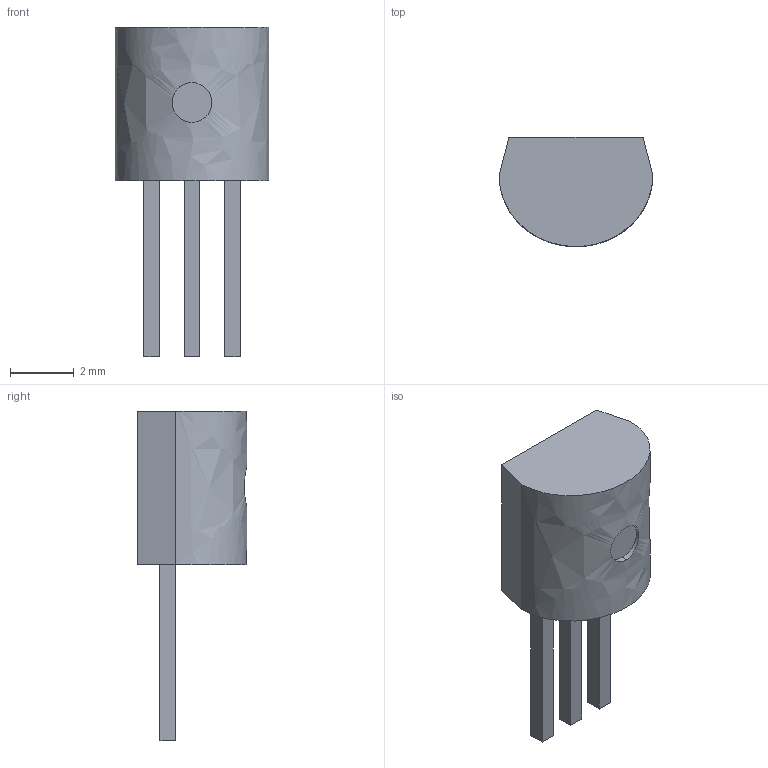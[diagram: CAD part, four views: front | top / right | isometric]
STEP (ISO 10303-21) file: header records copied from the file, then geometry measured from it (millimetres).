
FILE_DESCRIPTION (( 'STEP AP214' ), '1' );
FILE_NAME ('TO-92(ïðÿìûå âûâîäû ìàðêà êîðïóñà).STEP', '2015-09-15T18:26:56', ( '' ), ( '' ), 'SwSTEP 2.0', 'SolidWorks 2014', '' );
FILE_SCHEMA (( 'AUTOMOTIVE_DESIGN' ));
Length unit declared in the file: millimetre
Products named in the file (2): TO-92(ïðÿìûå âûâîäû ìàðêà êîðïóñà)
Bounding box: 4.83 x 3.44 x 10.37 mm (x, y, z)
Volume: 71.1 mm3; surface area: 129.4 mm2
Topology: 1 solids, 1 shells, 75 faces, 186 edges, 124 vertices
Faces by surface type: plane 49, bspline 24, cylinder 2
Entity records: 4593 total; most frequent: CARTESIAN_POINT 2099, ORIENTED_EDGE 372, DIRECTION 244, EDGE_CURVE 186, VECTOR 134, LINE 134, VERTEX_POINT 124, EDGE_LOOP 86
